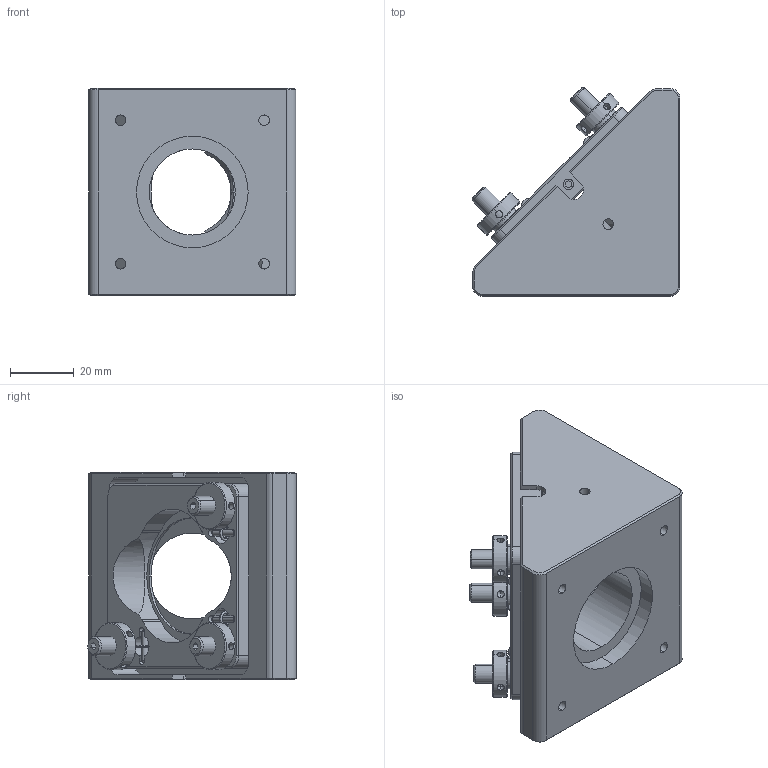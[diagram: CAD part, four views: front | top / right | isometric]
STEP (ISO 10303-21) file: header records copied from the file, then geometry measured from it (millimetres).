
FILE_DESCRIPTION (( 'STEP AP203' ), '1' );
FILE_NAME ('NRAM38.1.STEP', '2020-10-28T09:21:16', ( '' ), ( '' ), 'SwSTEP 2.0', 'SolidWorks 2016', '' );
FILE_SCHEMA (( 'CONFIG_CONTROL_DESIGN' ));
Length unit declared in the file: millimetre
Products named in the file (1): NRAM38.1
Bounding box: 65.2 x 65.34 x 65 mm (x, y, z)
Surface area: 36500 mm2 (no closed solid volume)
Topology: 0 solids, 28 shells, 323 faces, 993 edges, 648 vertices
Faces by surface type: cylinder 137, plane 91, cone 72, bspline 23
Entity records: 27029 total; most frequent: CARTESIAN_POINT 18293, DIRECTION 1866, ORIENTED_EDGE 1652, EDGE_CURVE 977, AXIS2_PLACEMENT_3D 703, VERTEX_POINT 648, LINE 460, VECTOR 460
